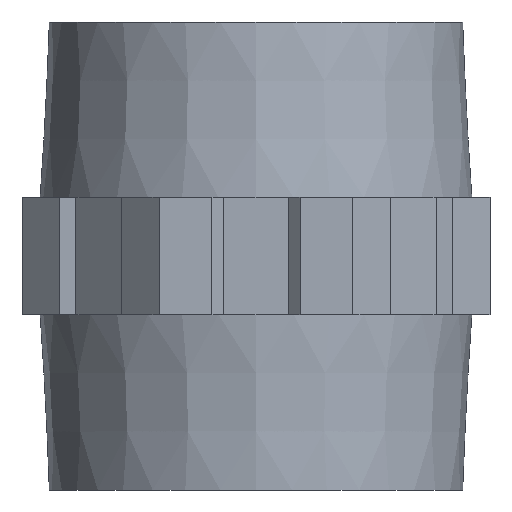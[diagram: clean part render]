
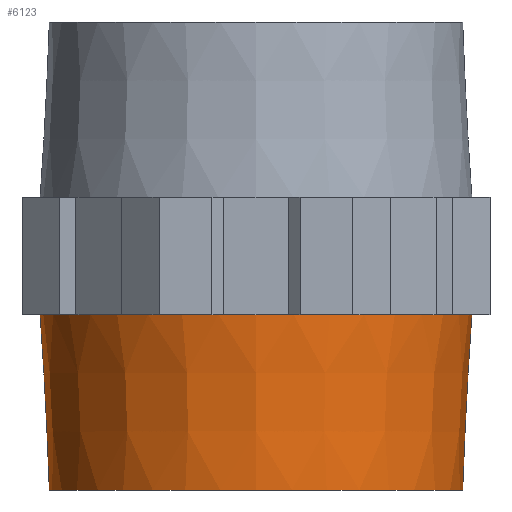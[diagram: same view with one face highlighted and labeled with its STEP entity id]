
A CAD part, left-side view. The second image highlights one B-rep face of the part: STEP entity #6123.
In plain terms, the highlighted conical face has half-angle 3 degrees and reference radius 26.5 mm.
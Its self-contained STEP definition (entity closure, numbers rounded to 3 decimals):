
#856=FACE_OUTER_BOUND('',#1202,.T.);
#1202=EDGE_LOOP('',(#5716,#5717,#5718,#5719));
#1876=LINE('',#13241,#2540);
#2540=VECTOR('',#7648,26.5);
#2561=CIRCLE('',#6373,27.679);
#2562=CIRCLE('',#6416,26.5);
#3106=VERTEX_POINT('',#13076);
#3147=VERTEX_POINT('',#13240);
#3936=EDGE_CURVE('',#3106,#3106,#2561,.T.);
#4017=EDGE_CURVE('',#3106,#3147,#1876,.T.);
#4018=EDGE_CURVE('',#3147,#3147,#2562,.T.);
#5716=ORIENTED_EDGE('',*,*,#3936,.T.);
#5717=ORIENTED_EDGE('',*,*,#4017,.T.);
#5718=ORIENTED_EDGE('',*,*,#4018,.T.);
#5719=ORIENTED_EDGE('',*,*,#4017,.F.);
#5809=CONICAL_SURFACE('',#6415,26.5,0.052);
#6123=ADVANCED_FACE('',(#856),#5809,.T.);
#6373=AXIS2_PLACEMENT_3D('',#13077,#7482,#7483);
#6415=AXIS2_PLACEMENT_3D('',#13239,#7646,#7647);
#6416=AXIS2_PLACEMENT_3D('',#13242,#7649,#7650);
#7482=DIRECTION('center_axis',(0.,0.,-1.));
#7483=DIRECTION('ref_axis',(1.,0.,0.));
#7646=DIRECTION('center_axis',(0.,0.,1.));
#7647=DIRECTION('ref_axis',(1.,0.,0.));
#7648=DIRECTION('',(0.052,0.,-0.999));
#7649=DIRECTION('center_axis',(0.,0.,1.));
#7650=DIRECTION('ref_axis',(1.,0.,0.));
#13076=CARTESIAN_POINT('',(-27.679,0.,22.5));
#13077=CARTESIAN_POINT('Origin',(0.,0.,22.5));
#13239=CARTESIAN_POINT('Origin',(0.,0.,0.));
#13240=CARTESIAN_POINT('',(-26.5,0.,0.));
#13241=CARTESIAN_POINT('',(-26.5,0.,0.));
#13242=CARTESIAN_POINT('Origin',(0.,0.,0.));
